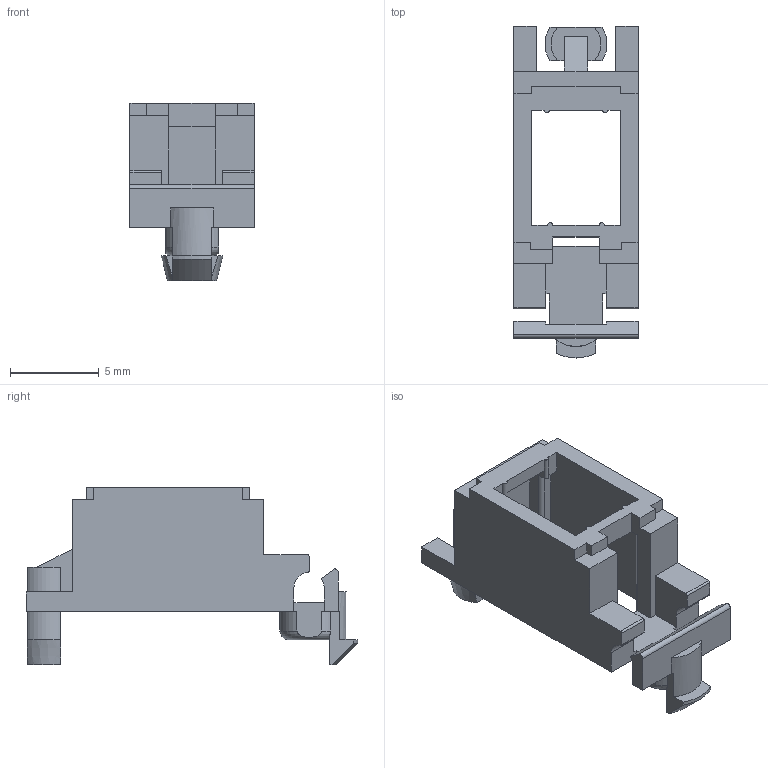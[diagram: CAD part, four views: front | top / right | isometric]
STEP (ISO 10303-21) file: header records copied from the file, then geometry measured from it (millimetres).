
FILE_DESCRIPTION(('FreeCAD Model'),'2;1');
FILE_NAME('Open CASCADE Shape Model','2023-08-10T06:26:37',(''),(''), 'Open CASCADE STEP processor 7.6','FreeCAD','Unknown');
FILE_SCHEMA(('AUTOMOTIVE_DESIGN { 1 0 10303 214 1 1 1 1 }'));
Length unit declared in the file: millimetre
Products named in the file (1): body
Bounding box: 7 x 18.7 x 10 mm (x, y, z)
Volume: 300.5 mm3; surface area: 741.1 mm2
Topology: 1 solids, 1 shells, 121 faces, 349 edges, 230 vertices
Faces by surface type: plane 92, cylinder 25, cone 2, revolution 1, bspline 1
Full cylindrical faces by diameter (mm): 1.4 x1
Entity records: 4191 total; most frequent: CARTESIAN_POINT 937, ORIENTED_EDGE 698, DIRECTION 646, EDGE_CURVE 349, LINE 279, VECTOR 279, VERTEX_POINT 230, AXIS2_PLACEMENT_3D 183
